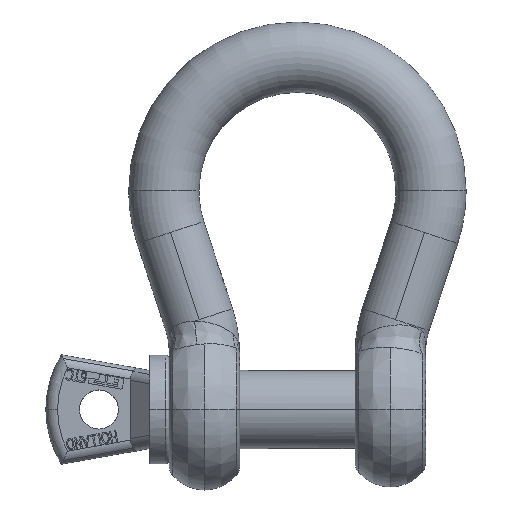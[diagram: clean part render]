
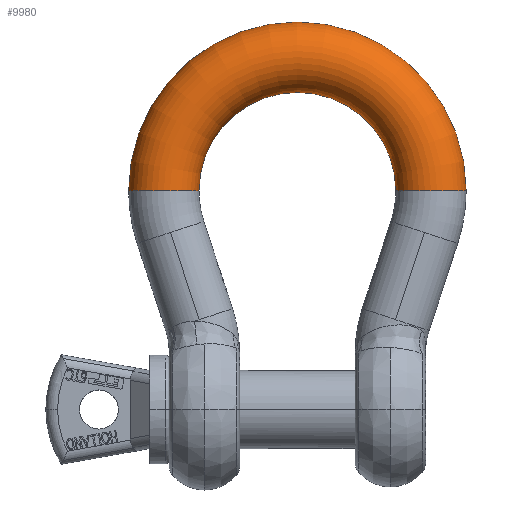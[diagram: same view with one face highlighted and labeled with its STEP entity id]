
A CAD part, top view. The second image highlights one B-rep face of the part: STEP entity #9980.
In plain terms, the highlighted toroidal (fillet/blend) face has major radius 85.5 mm and minor radius 22.5 mm.
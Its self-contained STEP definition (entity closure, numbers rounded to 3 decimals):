
#4910=AXIS2_PLACEMENT_3D('Circle Axis2P3D',#4908,#4909,$) ;
#9953=AXIS2_PLACEMENT_3D('Torus Axis2P3D',#9950,#9951,#9952) ;
#9957=AXIS2_PLACEMENT_3D('Circle Axis2P3D',#9955,#9956,$) ;
#9964=AXIS2_PLACEMENT_3D('Circle Axis2P3D',#9962,#9963,$) ;
#9971=AXIS2_PLACEMENT_3D('Circle Axis2P3D',#9969,#9970,$) ;
#4905=CARTESIAN_POINT('Vertex',(108.,140.,0.)) ;
#4908=CARTESIAN_POINT('Axis2P3D Location',(85.5,140.,0.)) ;
#4912=CARTESIAN_POINT('Vertex',(63.,140.,0.)) ;
#9950=CARTESIAN_POINT('Axis2P3D Location',(0.,140.,0.)) ;
#9955=CARTESIAN_POINT('Axis2P3D Location',(0.,140.,0.)) ;
#9959=CARTESIAN_POINT('Vertex',(-63.,140.,0.)) ;
#9962=CARTESIAN_POINT('Axis2P3D Location',(0.,140.,0.)) ;
#9966=CARTESIAN_POINT('Vertex',(-108.,140.,0.)) ;
#9969=CARTESIAN_POINT('Axis2P3D Location',(-85.5,140.,0.)) ;
#4909=DIRECTION('Axis2P3D Direction',(0.,1.,0.)) ;
#9951=DIRECTION('Axis2P3D Direction',(0.,0.,-1.)) ;
#9952=DIRECTION('Axis2P3D XDirection',(-1.,0.,0.)) ;
#9956=DIRECTION('Axis2P3D Direction',(0.,0.,-1.)) ;
#9963=DIRECTION('Axis2P3D Direction',(0.,0.,-1.)) ;
#9970=DIRECTION('Axis2P3D Direction',(0.,-1.,0.)) ;
#9975=ORIENTED_EDGE('',*,*,#9961,.F.) ;
#9976=ORIENTED_EDGE('',*,*,#4914,.T.) ;
#9977=ORIENTED_EDGE('',*,*,#9968,.F.) ;
#9978=ORIENTED_EDGE('',*,*,#9973,.T.) ;
#9980=ADVANCED_FACE('',(#9979),#9954,.T.) ;
#4911=CIRCLE('generated circle',#4910,22.5) ;
#9958=CIRCLE('generated circle',#9957,63.) ;
#9965=CIRCLE('generated circle',#9964,108.) ;
#9972=CIRCLE('generated circle',#9971,22.5) ;
#9954=TOROIDAL_SURFACE('homeo Torus',#9953,85.5,22.5) ;
#4914=EDGE_CURVE('',#4913,#4906,#4911,.T.) ;
#9961=EDGE_CURVE('',#4913,#9960,#9958,.F.) ;
#9968=EDGE_CURVE('',#9967,#4906,#9965,.T.) ;
#9973=EDGE_CURVE('',#9967,#9960,#9972,.F.) ;
#9974=EDGE_LOOP('',(#9975,#9976,#9977,#9978)) ;
#9979=FACE_OUTER_BOUND('',#9974,.T.) ;
#4906=VERTEX_POINT('',#4905) ;
#4913=VERTEX_POINT('',#4912) ;
#9960=VERTEX_POINT('',#9959) ;
#9967=VERTEX_POINT('',#9966) ;
